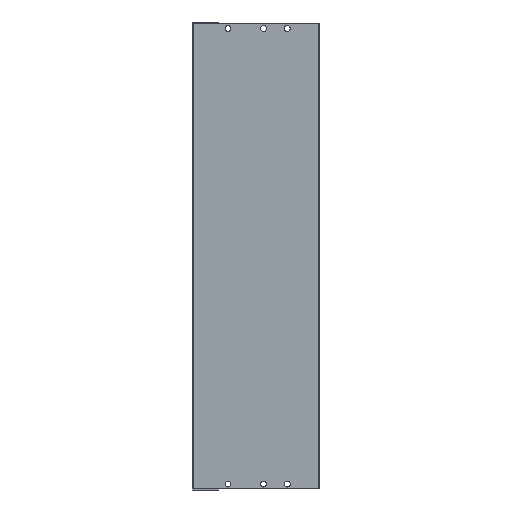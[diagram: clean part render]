
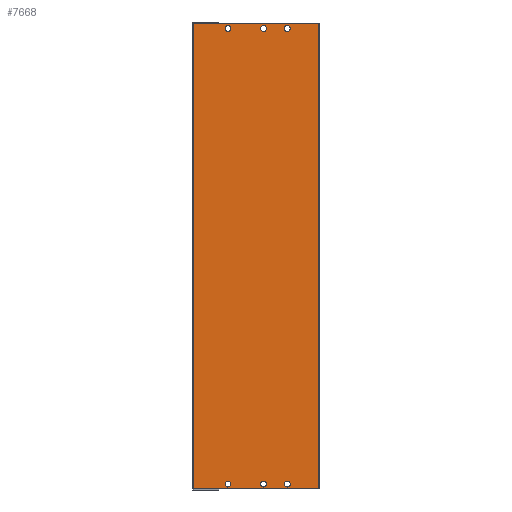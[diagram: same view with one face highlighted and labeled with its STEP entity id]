
A CAD part, front view. The second image highlights one B-rep face of the part: STEP entity #7668.
In plain terms, the highlighted planar face has unit normal (0, -1, 0).
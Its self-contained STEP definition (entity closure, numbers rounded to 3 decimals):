
#256 = CIRCLE ( 'NONE', #8258, 2.5 ) ;
#264 = ORIENTED_EDGE ( 'NONE', *, *, #4300, .T. ) ;
#292 = DIRECTION ( 'NONE',  ( 0., 0., -1. ) ) ;
#359 = CARTESIAN_POINT ( 'NONE',  ( 59.7, 0., -386. ) ) ;
#408 = FACE_BOUND ( 'NONE', #11208, .T. ) ;
#455 = CIRCLE ( 'NONE', #9017, 2.5 ) ;
#493 = CARTESIAN_POINT ( 'NONE',  ( 59.7, 0., -1.5 ) ) ;
#542 = CARTESIAN_POINT ( 'NONE',  ( 59.7, 0., -388.5 ) ) ;
#674 = DIRECTION ( 'NONE',  ( 0., 0., -1. ) ) ;
#677 = VERTEX_POINT ( 'NONE', #3778 ) ;
#927 = AXIS2_PLACEMENT_3D ( 'NONE', #542, #4225, #6737 ) ;
#1039 = FACE_BOUND ( 'NONE', #11476, .T. ) ;
#1109 = CARTESIAN_POINT ( 'NONE',  ( 29.7, 0., -388.5 ) ) ;
#1133 = CARTESIAN_POINT ( 'NONE',  ( 59.7, 0., -4. ) ) ;
#1210 = DIRECTION ( 'NONE',  ( 0., 0., -1. ) ) ;
#1248 = CARTESIAN_POINT ( 'NONE',  ( 79.7, 0., -6.5 ) ) ;
#1251 = CARTESIAN_POINT ( 'NONE',  ( 29.7, 0., -4. ) ) ;
#1542 = ORIENTED_EDGE ( 'NONE', *, *, #2866, .T. ) ;
#1629 = CARTESIAN_POINT ( 'NONE',  ( 0.5, 0., -392.5 ) ) ;
#1827 = CIRCLE ( 'NONE', #10029, 2.5 ) ;
#1852 = VECTOR ( 'NONE', #1210, 1000. ) ;
#1995 = CARTESIAN_POINT ( 'NONE',  ( 59.7, 0., -388.5 ) ) ;
#2061 = EDGE_LOOP ( 'NONE', ( #8169, #3508, #9810, #8679 ) ) ;
#2092 = ORIENTED_EDGE ( 'NONE', *, *, #2592, .T. ) ;
#2120 = CARTESIAN_POINT ( 'NONE',  ( 0.5, 0., -392.5 ) ) ;
#2310 = ORIENTED_EDGE ( 'NONE', *, *, #9711, .T. ) ;
#2592 = EDGE_CURVE ( 'NONE', #7123, #8071, #256, .T. ) ;
#2732 = ORIENTED_EDGE ( 'NONE', *, *, #10660, .T. ) ;
#2806 = AXIS2_PLACEMENT_3D ( 'NONE', #2120, #3023, #4036 ) ;
#2837 = VERTEX_POINT ( 'NONE', #9724 ) ;
#2853 = EDGE_CURVE ( 'NONE', #3088, #11730, #11501, .T. ) ;
#2866 = EDGE_CURVE ( 'NONE', #11730, #3088, #6333, .T. ) ;
#2874 = EDGE_CURVE ( 'NONE', #2883, #3849, #455, .T. ) ;
#2883 = VERTEX_POINT ( 'NONE', #9114 ) ;
#2907 = CARTESIAN_POINT ( 'NONE',  ( 79.7, 0., -391. ) ) ;
#2929 = ORIENTED_EDGE ( 'NONE', *, *, #7615, .T. ) ;
#3023 = DIRECTION ( 'NONE',  ( 0., -1., 0. ) ) ;
#3029 = DIRECTION ( 'NONE',  ( 0., 0., -1. ) ) ;
#3088 = VERTEX_POINT ( 'NONE', #6669 ) ;
#3090 = FACE_OUTER_BOUND ( 'NONE', #2061, .T. ) ;
#3228 = LINE ( 'NONE', #6856, #7621 ) ;
#3258 = CARTESIAN_POINT ( 'NONE',  ( 79.7, 0., -4. ) ) ;
#3260 = VERTEX_POINT ( 'NONE', #5888 ) ;
#3387 = DIRECTION ( 'NONE',  ( 1., 0., 0. ) ) ;
#3508 = ORIENTED_EDGE ( 'NONE', *, *, #5625, .T. ) ;
#3691 = CARTESIAN_POINT ( 'NONE',  ( 79.7, 0., -388.5 ) ) ;
#3778 = CARTESIAN_POINT ( 'NONE',  ( 106.2, 0., 0. ) ) ;
#3799 = PLANE ( 'NONE',  #2806 ) ;
#3849 = VERTEX_POINT ( 'NONE', #4650 ) ;
#3856 = LINE ( 'NONE', #5744, #1852 ) ;
#3865 = FACE_BOUND ( 'NONE', #9148, .T. ) ;
#3916 = FACE_BOUND ( 'NONE', #4557, .T. ) ;
#4036 = DIRECTION ( 'NONE',  ( 0., 0., -1. ) ) ;
#4151 = AXIS2_PLACEMENT_3D ( 'NONE', #3258, #8856, #674 ) ;
#4225 = DIRECTION ( 'NONE',  ( 0., 1., 0. ) ) ;
#4300 = EDGE_CURVE ( 'NONE', #11116, #10491, #5875, .T. ) ;
#4307 = DIRECTION ( 'NONE',  ( 0., 0., -1. ) ) ;
#4543 = CARTESIAN_POINT ( 'NONE',  ( 0.5, 0., 0. ) ) ;
#4557 = EDGE_LOOP ( 'NONE', ( #4715, #7838 ) ) ;
#4579 = DIRECTION ( 'NONE',  ( 0., 0., -1. ) ) ;
#4630 = DIRECTION ( 'NONE',  ( 0., 1., 0. ) ) ;
#4650 = CARTESIAN_POINT ( 'NONE',  ( 29.7, 0., -391. ) ) ;
#4675 = CARTESIAN_POINT ( 'NONE',  ( 29.7, 0., -388.5 ) ) ;
#4715 = ORIENTED_EDGE ( 'NONE', *, *, #10142, .T. ) ;
#4748 = AXIS2_PLACEMENT_3D ( 'NONE', #1133, #11106, #9312 ) ;
#4762 = DIRECTION ( 'NONE',  ( 0., 1., 0. ) ) ;
#4894 = DIRECTION ( 'NONE',  ( 0., 1., 0. ) ) ;
#4981 = EDGE_LOOP ( 'NONE', ( #1542, #6672 ) ) ;
#5097 = DIRECTION ( 'NONE',  ( 0., 1., 0. ) ) ;
#5103 = CIRCLE ( 'NONE', #11768, 2.5 ) ;
#5159 = CARTESIAN_POINT ( 'NONE',  ( 29.7, 0., -6.5 ) ) ;
#5163 = ORIENTED_EDGE ( 'NONE', *, *, #8981, .T. ) ;
#5325 = CIRCLE ( 'NONE', #927, 2.5 ) ;
#5518 = EDGE_CURVE ( 'NONE', #11448, #9407, #5325, .T. ) ;
#5532 = CARTESIAN_POINT ( 'NONE',  ( 79.7, 0., -4. ) ) ;
#5567 = ORIENTED_EDGE ( 'NONE', *, *, #2874, .T. ) ;
#5569 = AXIS2_PLACEMENT_3D ( 'NONE', #3691, #11089, #6417 ) ;
#5625 = EDGE_CURVE ( 'NONE', #3260, #677, #3228, .T. ) ;
#5744 = CARTESIAN_POINT ( 'NONE',  ( 0.5, 0., -392.5 ) ) ;
#5808 = VERTEX_POINT ( 'NONE', #10125 ) ;
#5875 = CIRCLE ( 'NONE', #11780, 2.5 ) ;
#5888 = CARTESIAN_POINT ( 'NONE',  ( 106.2, 0., -392.5 ) ) ;
#5960 = DIRECTION ( 'NONE',  ( 0., 0., 1. ) ) ;
#6021 = DIRECTION ( 'NONE',  ( 0., 0., -1. ) ) ;
#6333 = CIRCLE ( 'NONE', #5569, 2.5 ) ;
#6393 = LINE ( 'NONE', #4543, #11226 ) ;
#6417 = DIRECTION ( 'NONE',  ( 0., 0., -1. ) ) ;
#6641 = AXIS2_PLACEMENT_3D ( 'NONE', #1995, #5097, #4307 ) ;
#6669 = CARTESIAN_POINT ( 'NONE',  ( 79.7, 0., -386. ) ) ;
#6672 = ORIENTED_EDGE ( 'NONE', *, *, #2853, .T. ) ;
#6737 = DIRECTION ( 'NONE',  ( 0., 0., -1. ) ) ;
#6774 = FACE_BOUND ( 'NONE', #10095, .T. ) ;
#6789 = LINE ( 'NONE', #1629, #9113 ) ;
#6819 = CARTESIAN_POINT ( 'NONE',  ( 59.7, 0., -391. ) ) ;
#6856 = CARTESIAN_POINT ( 'NONE',  ( 106.2, 0., -392.5 ) ) ;
#6909 = EDGE_CURVE ( 'NONE', #2837, #7712, #1827, .T. ) ;
#7024 = CARTESIAN_POINT ( 'NONE',  ( 79.7, 0., -388.5 ) ) ;
#7079 = DIRECTION ( 'NONE',  ( 0., 1., 0. ) ) ;
#7123 = VERTEX_POINT ( 'NONE', #11736 ) ;
#7420 = CARTESIAN_POINT ( 'NONE',  ( 0.5, 0., 0. ) ) ;
#7615 = EDGE_CURVE ( 'NONE', #3849, #2883, #5103, .T. ) ;
#7621 = VECTOR ( 'NONE', #5960, 1000. ) ;
#7654 = CARTESIAN_POINT ( 'NONE',  ( 59.7, 0., -4. ) ) ;
#7664 = DIRECTION ( 'NONE',  ( 0., 0., -1. ) ) ;
#7668 = ADVANCED_FACE ( 'NONE', ( #3090, #3916, #6774, #3865, #408, #1039, #11076 ), #3799, .T. ) ;
#7712 = VERTEX_POINT ( 'NONE', #5159 ) ;
#7764 = DIRECTION ( 'NONE',  ( 0., 1., 0. ) ) ;
#7838 = ORIENTED_EDGE ( 'NONE', *, *, #6909, .T. ) ;
#8071 = VERTEX_POINT ( 'NONE', #493 ) ;
#8136 = DIRECTION ( 'NONE',  ( -1., 0., 0. ) ) ;
#8169 = ORIENTED_EDGE ( 'NONE', *, *, #8578, .T. ) ;
#8258 = AXIS2_PLACEMENT_3D ( 'NONE', #7654, #7764, #6021 ) ;
#8323 = ORIENTED_EDGE ( 'NONE', *, *, #5518, .T. ) ;
#8460 = DIRECTION ( 'NONE',  ( 0., 0., -1. ) ) ;
#8465 = CARTESIAN_POINT ( 'NONE',  ( 29.7, 0., -4. ) ) ;
#8578 = EDGE_CURVE ( 'NONE', #5808, #3260, #6789, .T. ) ;
#8679 = ORIENTED_EDGE ( 'NONE', *, *, #10604, .T. ) ;
#8856 = DIRECTION ( 'NONE',  ( 0., 1., 0. ) ) ;
#8981 = EDGE_CURVE ( 'NONE', #9407, #11448, #10464, .T. ) ;
#9017 = AXIS2_PLACEMENT_3D ( 'NONE', #1109, #4630, #292 ) ;
#9113 = VECTOR ( 'NONE', #3387, 1000. ) ;
#9114 = CARTESIAN_POINT ( 'NONE',  ( 29.7, 0., -386. ) ) ;
#9148 = EDGE_LOOP ( 'NONE', ( #264, #2732 ) ) ;
#9154 = EDGE_CURVE ( 'NONE', #677, #9294, #6393, .T. ) ;
#9216 = CARTESIAN_POINT ( 'NONE',  ( 79.7, 0., -1.5 ) ) ;
#9294 = VERTEX_POINT ( 'NONE', #7420 ) ;
#9295 = CIRCLE ( 'NONE', #4151, 2.5 ) ;
#9312 = DIRECTION ( 'NONE',  ( 0., 0., -1. ) ) ;
#9339 = CIRCLE ( 'NONE', #11621, 2.5 ) ;
#9407 = VERTEX_POINT ( 'NONE', #6819 ) ;
#9711 = EDGE_CURVE ( 'NONE', #8071, #7123, #9888, .T. ) ;
#9724 = CARTESIAN_POINT ( 'NONE',  ( 29.7, 0., -1.5 ) ) ;
#9810 = ORIENTED_EDGE ( 'NONE', *, *, #9154, .T. ) ;
#9888 = CIRCLE ( 'NONE', #4748, 2.5 ) ;
#10029 = AXIS2_PLACEMENT_3D ( 'NONE', #1251, #4894, #7664 ) ;
#10095 = EDGE_LOOP ( 'NONE', ( #2092, #2310 ) ) ;
#10125 = CARTESIAN_POINT ( 'NONE',  ( 0.5, 0., -392.5 ) ) ;
#10142 = EDGE_CURVE ( 'NONE', #7712, #2837, #9339, .T. ) ;
#10177 = DIRECTION ( 'NONE',  ( 0., 1., 0. ) ) ;
#10464 = CIRCLE ( 'NONE', #6641, 2.5 ) ;
#10491 = VERTEX_POINT ( 'NONE', #9216 ) ;
#10604 = EDGE_CURVE ( 'NONE', #9294, #5808, #3856, .T. ) ;
#10660 = EDGE_CURVE ( 'NONE', #10491, #11116, #9295, .T. ) ;
#10726 = DIRECTION ( 'NONE',  ( 0., 0., -1. ) ) ;
#11076 = FACE_BOUND ( 'NONE', #4981, .T. ) ;
#11089 = DIRECTION ( 'NONE',  ( 0., 1., 0. ) ) ;
#11106 = DIRECTION ( 'NONE',  ( 0., 1., 0. ) ) ;
#11116 = VERTEX_POINT ( 'NONE', #1248 ) ;
#11193 = DIRECTION ( 'NONE',  ( 0., 1., 0. ) ) ;
#11208 = EDGE_LOOP ( 'NONE', ( #2929, #5567 ) ) ;
#11226 = VECTOR ( 'NONE', #8136, 1000. ) ;
#11311 = AXIS2_PLACEMENT_3D ( 'NONE', #7024, #7079, #10726 ) ;
#11448 = VERTEX_POINT ( 'NONE', #359 ) ;
#11476 = EDGE_LOOP ( 'NONE', ( #5163, #8323 ) ) ;
#11501 = CIRCLE ( 'NONE', #11311, 2.5 ) ;
#11621 = AXIS2_PLACEMENT_3D ( 'NONE', #8465, #11193, #3029 ) ;
#11730 = VERTEX_POINT ( 'NONE', #2907 ) ;
#11736 = CARTESIAN_POINT ( 'NONE',  ( 59.7, 0., -6.5 ) ) ;
#11768 = AXIS2_PLACEMENT_3D ( 'NONE', #4675, #10177, #8460 ) ;
#11780 = AXIS2_PLACEMENT_3D ( 'NONE', #5532, #4762, #4579 ) ;
